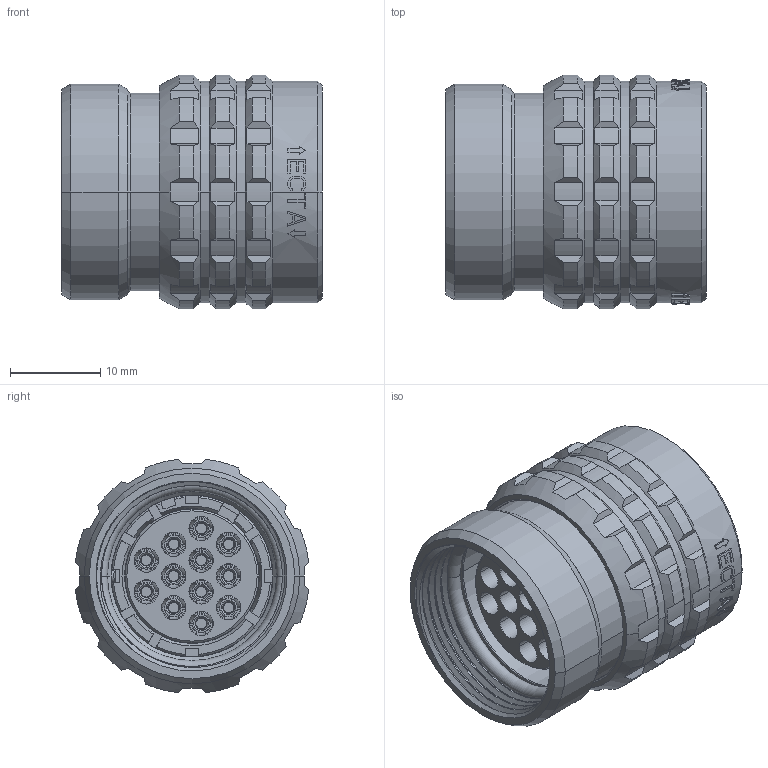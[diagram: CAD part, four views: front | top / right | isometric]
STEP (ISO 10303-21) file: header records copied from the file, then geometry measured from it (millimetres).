
FILE_DESCRIPTION((''),'2;1');
FILE_NAME('1332M212FS','2024-07-26T10:22:32',('paultorloting'),('NET AG system integration'),'CREO PARAMETRIC BY PTC INC, 2021404','CREO PARAMETRIC BY PTC INC, 2021404','');
FILE_SCHEMA(('AUTOMOTIVE_DESIGN { 1 0 10303 214 1 1 1 1 }'));
Length unit declared in the file: millimetre
Products named in the file (1): 1332M212FS
Bounding box: 28.8 x 25.82 x 25.82 mm (x, y, z)
Volume: 8876.2 mm3; surface area: 10327 mm2
Topology: 1 solids, 2 shells, 1841 faces, 4886 edges, 3132 vertices
Faces by surface type: plane 1007, cylinder 469, cone 164, torus 115, bspline 78, sphere 8
Entity records: 81947 total; most frequent: CARTESIAN_POINT 23394, ORIENTED_EDGE 9708, DIRECTION 9509, EDGE_CURVE 4854, AXIS2_PLACEMENT_3D 3565, VERTEX_POINT 3132, VECTOR 2376, LINE 2376
